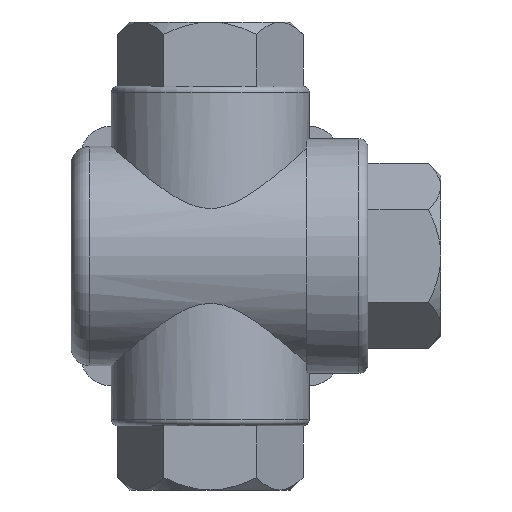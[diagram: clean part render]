
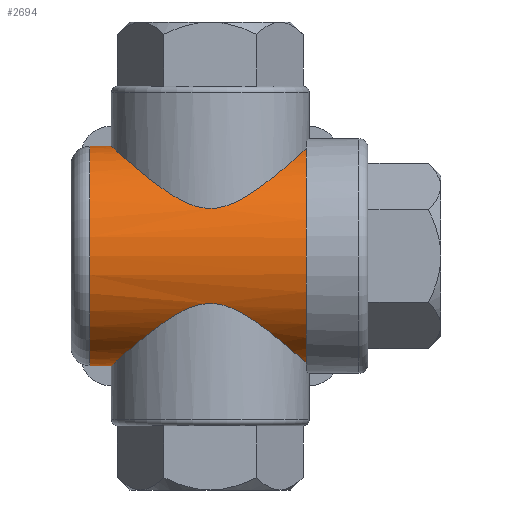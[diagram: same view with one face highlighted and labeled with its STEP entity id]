
A CAD part, front view. The second image highlights one B-rep face of the part: STEP entity #2694.
In plain terms, the highlighted cylindrical face has radius 17.75 mm (diameter 35.5 mm), a full revolution.
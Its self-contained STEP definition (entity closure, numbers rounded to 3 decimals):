
#35=B_SPLINE_CURVE_WITH_KNOTS('',3,(#4236,#4237,#4238,#4239,#4240,#4241,
#4242,#4243,#4244,#4245,#4246,#4247,#4248,#4249,#4250,#4251,#4252,#4253,
#4254,#4255,#4256,#4257,#4258,#4259),.UNSPECIFIED.,.F.,.F.,(4,1,1,1,1,1,
1,1,1,1,1,1,1,1,1,1,1,1,1,1,1,4),(0.,0.005,0.007,
0.009,0.014,0.018,0.02,
0.023,0.025,0.027,0.029,
0.032,0.034,0.036,0.041,
0.045,0.05,0.054,0.059,
0.063,0.068,0.072),.UNSPECIFIED.);
#37=B_SPLINE_CURVE_WITH_KNOTS('',3,(#4274,#4275,#4276,#4277,#4278,#4279,
#4280,#4281,#4282),.UNSPECIFIED.,.F.,.F.,(4,1,1,1,1,1,4),(0.005,
0.011,0.014,0.017,0.02,
0.023,0.028),.UNSPECIFIED.);
#38=B_SPLINE_CURVE_WITH_KNOTS('',3,(#4284,#4285,#4286,#4287,#4288,#4289,
#4290,#4291,#4292,#4293,#4294,#4295,#4296,#4297,#4298,#4299,#4300,#4301,
#4302,#4303,#4304,#4305),.UNSPECIFIED.,.F.,.F.,(4,1,1,1,1,1,1,1,1,1,1,1,
1,1,1,1,1,1,1,4),(0.029,0.033,0.038,
0.042,0.047,0.051,0.056,
0.06,0.065,0.069,0.072,
0.074,0.076,0.078,0.081,
0.083,0.087,0.092,0.097,
0.101),.UNSPECIFIED.);
#152=CYLINDRICAL_SURFACE('',#2926,17.75);
#237=CIRCLE('',#2927,17.75);
#238=CIRCLE('',#2928,17.75);
#496=ORIENTED_EDGE('',*,*,#1263,.T.);
#497=ORIENTED_EDGE('',*,*,#1268,.F.);
#498=ORIENTED_EDGE('',*,*,#1269,.T.);
#499=ORIENTED_EDGE('',*,*,#1270,.F.);
#500=ORIENTED_EDGE('',*,*,#1271,.T.);
#1263=EDGE_CURVE('',#1635,#1634,#35,.T.);
#1268=EDGE_CURVE('',#1639,#1634,#37,.T.);
#1269=EDGE_CURVE('',#1639,#1640,#38,.T.);
#1270=EDGE_CURVE('',#1635,#1640,#237,.T.);
#1271=EDGE_CURVE('',#1641,#1641,#238,.T.);
#1634=VERTEX_POINT('',#4235);
#1635=VERTEX_POINT('',#4260);
#1639=VERTEX_POINT('',#4283);
#1640=VERTEX_POINT('',#4306);
#1641=VERTEX_POINT('',#4309);
#2191=EDGE_LOOP('',(#496,#497,#498,#499));
#2192=EDGE_LOOP('',(#500));
#2406=FACE_BOUND('',#2191,.T.);
#2407=FACE_BOUND('',#2192,.T.);
#2694=ADVANCED_FACE('',(#2406,#2407),#152,.T.);
#2926=AXIS2_PLACEMENT_3D('',#4273,#3384,#3385);
#2927=AXIS2_PLACEMENT_3D('',#4307,#3386,#3387);
#2928=AXIS2_PLACEMENT_3D('',#4308,#3388,#3389);
#3384=DIRECTION('',(1.,0.,0.));
#3385=DIRECTION('',(0.,0.,-1.));
#3386=DIRECTION('',(1.,0.,0.));
#3387=DIRECTION('',(0.,0.,-1.));
#3388=DIRECTION('',(1.,0.,0.));
#3389=DIRECTION('',(0.,0.,-1.));
#4235=CARTESIAN_POINT('',(-5.059,15.179,9.201));
#4236=CARTESIAN_POINT('',(15.5,-3.969,17.301));
#4237=CARTESIAN_POINT('',(15.128,-5.422,16.967));
#4238=CARTESIAN_POINT('',(14.303,-7.403,16.231));
#4239=CARTESIAN_POINT('',(12.771,-9.71,14.901));
#4240=CARTESIAN_POINT('',(11.034,-11.716,13.431));
#4241=CARTESIAN_POINT('',(8.497,-13.737,11.394));
#4242=CARTESIAN_POINT('',(5.558,-15.111,9.372));
#4243=CARTESIAN_POINT('',(2.842,-15.796,8.111));
#4244=CARTESIAN_POINT('',(0.604,-16.044,7.593));
#4245=CARTESIAN_POINT('',(-1.697,-15.963,7.767));
#4246=CARTESIAN_POINT('',(-3.838,-15.58,8.527));
#4247=CARTESIAN_POINT('',(-5.778,-14.964,9.578));
#4248=CARTESIAN_POINT('',(-7.549,-14.15,10.751));
#4249=CARTESIAN_POINT('',(-9.178,-13.153,11.957));
#4250=CARTESIAN_POINT('',(-11.214,-11.54,13.573));
#4251=CARTESIAN_POINT('',(-13.379,-9.085,15.416));
#4252=CARTESIAN_POINT('',(-15.327,-5.26,17.142));
#4253=CARTESIAN_POINT('',(-16.203,-0.778,17.933));
#4254=CARTESIAN_POINT('',(-15.755,3.829,17.527));
#4255=CARTESIAN_POINT('',(-14.116,7.916,16.063));
#4256=CARTESIAN_POINT('',(-11.675,11.176,13.951));
#4257=CARTESIAN_POINT('',(-8.656,13.635,11.516));
#4258=CARTESIAN_POINT('',(-6.344,14.751,9.908));
#4259=CARTESIAN_POINT('',(-5.059,15.179,9.201));
#4260=CARTESIAN_POINT('',(15.5,-3.969,17.301));
#4273=CARTESIAN_POINT('',(25.5,0.,0.));
#4274=CARTESIAN_POINT('',(-5.059,15.179,-9.201));
#4275=CARTESIAN_POINT('',(-6.678,15.719,-8.311));
#4276=CARTESIAN_POINT('',(-8.715,16.728,-6.359));
#4277=CARTESIAN_POINT('',(-10.228,17.587,-2.892));
#4278=CARTESIAN_POINT('',(-10.634,17.83,-0.021));
#4279=CARTESIAN_POINT('',(-10.235,17.591,2.875));
#4280=CARTESIAN_POINT('',(-8.716,16.728,6.361));
#4281=CARTESIAN_POINT('',(-6.67,15.716,8.315));
#4282=CARTESIAN_POINT('',(-5.059,15.179,9.201));
#4283=CARTESIAN_POINT('',(-5.059,15.179,-9.201));
#4284=CARTESIAN_POINT('',(-5.059,15.179,-9.201));
#4285=CARTESIAN_POINT('',(-6.342,14.751,-9.906));
#4286=CARTESIAN_POINT('',(-8.653,13.638,-11.514));
#4287=CARTESIAN_POINT('',(-11.671,11.175,-13.948));
#4288=CARTESIAN_POINT('',(-14.083,7.969,-16.034));
#4289=CARTESIAN_POINT('',(-15.739,3.89,-17.513));
#4290=CARTESIAN_POINT('',(-16.206,-0.698,-17.937));
#4291=CARTESIAN_POINT('',(-15.348,-5.206,-17.161));
#4292=CARTESIAN_POINT('',(-13.406,-9.049,-15.439));
#4293=CARTESIAN_POINT('',(-10.783,-12.031,-13.208));
#4294=CARTESIAN_POINT('',(-8.135,-13.882,-11.139));
#4295=CARTESIAN_POINT('',(-5.784,-14.962,-9.581));
#4296=CARTESIAN_POINT('',(-3.834,-15.581,-8.524));
#4297=CARTESIAN_POINT('',(-1.687,-15.964,-7.764));
#4298=CARTESIAN_POINT('',(0.625,-16.044,-7.593));
#4299=CARTESIAN_POINT('',(2.87,-15.79,-8.122));
#4300=CARTESIAN_POINT('',(5.565,-15.107,-9.379));
#4301=CARTESIAN_POINT('',(8.508,-13.728,-11.403));
#4302=CARTESIAN_POINT('',(11.525,-11.326,-13.825));
#4303=CARTESIAN_POINT('',(14.002,-8.112,-15.963));
#4304=CARTESIAN_POINT('',(15.128,-5.42,-16.968));
#4305=CARTESIAN_POINT('',(15.5,-3.969,-17.301));
#4306=CARTESIAN_POINT('',(15.5,-3.969,-17.301));
#4307=CARTESIAN_POINT('',(15.5,0.,0.));
#4308=CARTESIAN_POINT('',(-19.5,0.,0.));
#4309=CARTESIAN_POINT('',(-19.5,0.,-17.75));
